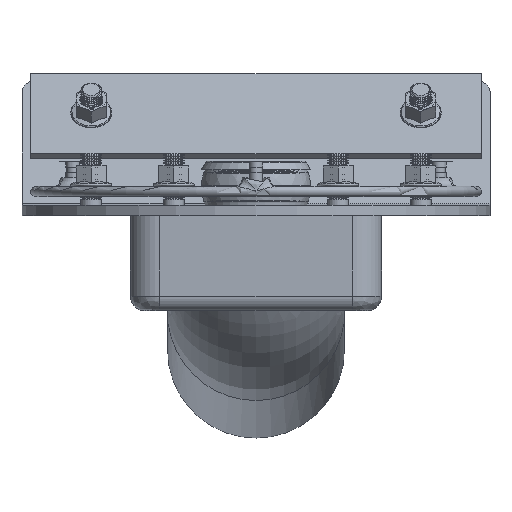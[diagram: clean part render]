
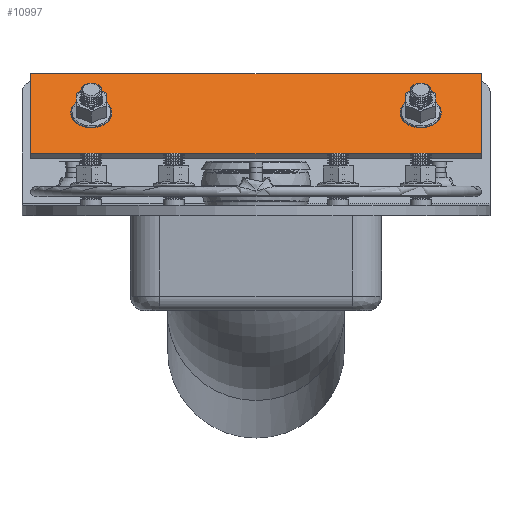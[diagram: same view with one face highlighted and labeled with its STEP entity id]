
A CAD part, left-side view. The second image highlights one B-rep face of the part: STEP entity #10997.
In plain terms, the highlighted planar face has unit normal (-0.707, 0, 0.707).
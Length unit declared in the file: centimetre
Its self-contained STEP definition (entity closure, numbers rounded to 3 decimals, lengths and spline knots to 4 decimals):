
#229=FACE_BOUND('',#3670,.T.);
#230=FACE_BOUND('',#3671,.T.);
#1081=LINE('',#20111,#1750);
#1084=LINE('',#20116,#1753);
#1087=LINE('',#20132,#1756);
#1089=LINE('',#20135,#1758);
#1750=VECTOR('',#15699,1.);
#1753=VECTOR('',#15704,1.);
#1756=VECTOR('',#15723,1.);
#1758=VECTOR('',#15727,1.);
#2849=FACE_OUTER_BOUND('',#3669,.T.);
#3669=EDGE_LOOP('',(#9465,#9466,#9467,#9468));
#3670=EDGE_LOOP('',(#9469));
#3671=EDGE_LOOP('',(#9470));
#4470=CIRCLE('',#12400,8.);
#4471=CIRCLE('',#12402,8.);
#5293=VERTEX_POINT('',#20108);
#5294=VERTEX_POINT('',#20110);
#5295=VERTEX_POINT('',#20114);
#5298=VERTEX_POINT('',#20123);
#5299=VERTEX_POINT('',#20127);
#5300=VERTEX_POINT('',#20131);
#6710=EDGE_CURVE('',#5294,#5293,#1081,.T.);
#6713=EDGE_CURVE('',#5293,#5295,#1084,.T.);
#6716=EDGE_CURVE('',#5298,#5298,#4470,.T.);
#6718=EDGE_CURVE('',#5299,#5299,#4471,.T.);
#6720=EDGE_CURVE('',#5300,#5294,#1087,.T.);
#6722=EDGE_CURVE('',#5295,#5300,#1089,.T.);
#9465=ORIENTED_EDGE('',*,*,#6713,.T.);
#9466=ORIENTED_EDGE('',*,*,#6722,.T.);
#9467=ORIENTED_EDGE('',*,*,#6720,.T.);
#9468=ORIENTED_EDGE('',*,*,#6710,.T.);
#9469=ORIENTED_EDGE('',*,*,#6718,.T.);
#9470=ORIENTED_EDGE('',*,*,#6716,.T.);
#10359=PLANE('',#12405);
#10997=ADVANCED_FACE('',(#2849,#229,#230),#10359,.T.);
#12400=AXIS2_PLACEMENT_3D('',#20124,#15713,#15714);
#12402=AXIS2_PLACEMENT_3D('',#20128,#15718,#15719);
#12405=AXIS2_PLACEMENT_3D('',#20136,#15728,#15729);
#15699=DIRECTION('',(0.,1.,0.));
#15704=DIRECTION('',(-0.707,0.,-0.707));
#15713=DIRECTION('center_axis',(0.707,0.,
-0.707));
#15714=DIRECTION('ref_axis',(0.,-1.,0.));
#15718=DIRECTION('center_axis',(0.707,0.,
-0.707));
#15719=DIRECTION('ref_axis',(0.,-1.,0.));
#15723=DIRECTION('',(0.707,0.,0.707));
#15727=DIRECTION('',(0.,-1.,0.));
#15728=DIRECTION('center_axis',(-0.707,0.,
0.707));
#15729=DIRECTION('ref_axis',(0.,-1.,0.));
#20108=CARTESIAN_POINT('',(259.4981,197.5208,128.2222));
#20110=CARTESIAN_POINT('',(259.4981,-62.4792,128.2222));
#20111=CARTESIAN_POINT('',(259.4981,-62.4792,128.2222));
#20114=CARTESIAN_POINT('',(213.5362,197.5208,82.2603));
#20116=CARTESIAN_POINT('',(259.4981,197.5208,128.2222));
#20123=CARTESIAN_POINT('',(236.5172,170.5208,105.2412));
#20124=CARTESIAN_POINT('Origin',(236.5172,162.5208,105.2412));
#20127=CARTESIAN_POINT('',(236.5172,-19.4792,105.2412));
#20128=CARTESIAN_POINT('Origin',(236.5172,-27.4792,105.2412));
#20131=CARTESIAN_POINT('',(213.5362,-62.4792,82.2603));
#20132=CARTESIAN_POINT('',(213.5362,-62.4792,82.2603));
#20135=CARTESIAN_POINT('',(213.5362,197.5208,82.2603));
#20136=CARTESIAN_POINT('Origin',(236.5172,67.5208,105.2412));
